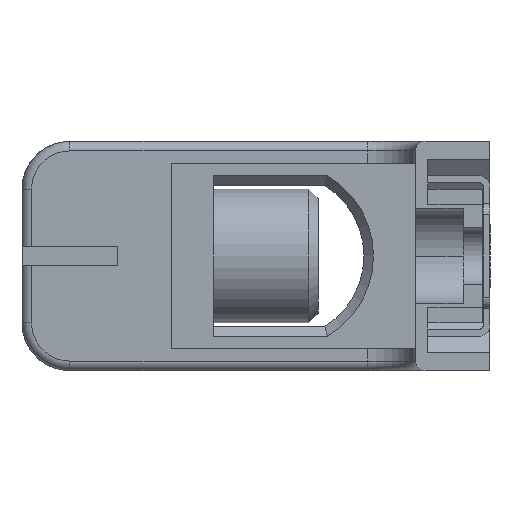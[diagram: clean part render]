
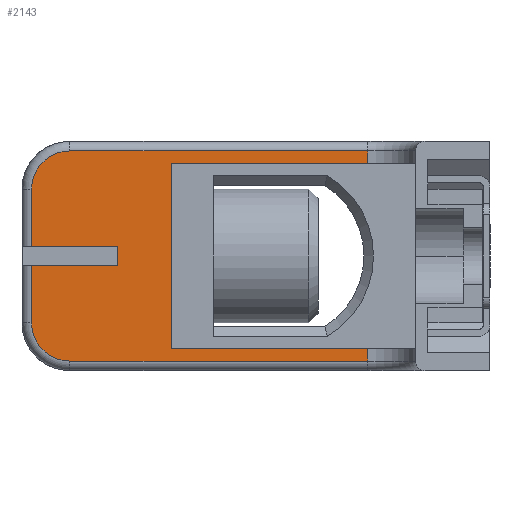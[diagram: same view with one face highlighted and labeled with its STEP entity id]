
A CAD part, left-side view. The second image highlights one B-rep face of the part: STEP entity #2143.
In plain terms, the highlighted planar face has unit normal (-1, 0, 0).
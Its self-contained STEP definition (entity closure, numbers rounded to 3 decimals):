
#64 = VERTEX_POINT ( 'NONE', #3672 ) ;
#414 = CARTESIAN_POINT ( 'NONE',  ( -30.1, -36.2, 12. ) ) ;
#448 = CARTESIAN_POINT ( 'NONE',  ( -30.1, -36.2, 12. ) ) ;
#457 = DIRECTION ( 'NONE',  ( 0., 0., -1. ) ) ;
#491 = DIRECTION ( 'NONE',  ( 0., 0., -1. ) ) ;
#532 = EDGE_CURVE ( 'NONE', #4319, #4427, #4922, .T. ) ;
#567 = EDGE_CURVE ( 'NONE', #6667, #2911, #6361, .T. ) ;
#646 = VECTOR ( 'NONE', #4090, 1000. ) ;
#686 = LINE ( 'NONE', #2769, #2293 ) ;
#830 = VERTEX_POINT ( 'NONE', #4543 ) ;
#876 = CARTESIAN_POINT ( 'NONE',  ( -30.1, -36.2, 11. ) ) ;
#1033 = EDGE_CURVE ( 'NONE', #830, #64, #3969, .T. ) ;
#1042 = EDGE_CURVE ( 'NONE', #5689, #5928, #1377, .T. ) ;
#1278 = VECTOR ( 'NONE', #2873, 1000. ) ;
#1319 = LINE ( 'NONE', #4926, #3338 ) ;
#1320 = CARTESIAN_POINT ( 'NONE',  ( -30.1, -5., 11. ) ) ;
#1354 = DIRECTION ( 'NONE',  ( 0., 1., 0. ) ) ;
#1358 = VERTEX_POINT ( 'NONE', #4831 ) ;
#1368 = DIRECTION ( 'NONE',  ( 0., 0., 1. ) ) ;
#1377 = LINE ( 'NONE', #414, #646 ) ;
#1378 = CARTESIAN_POINT ( 'NONE',  ( -30.1, -5., 7. ) ) ;
#1510 = ORIENTED_EDGE ( 'NONE', *, *, #2884, .T. ) ;
#1601 = LINE ( 'NONE', #5011, #6585 ) ;
#1633 = DIRECTION ( 'NONE',  ( 0., 1., 0. ) ) ;
#1640 = DIRECTION ( 'NONE',  ( 0., -1., 0. ) ) ;
#1716 = CARTESIAN_POINT ( 'NONE',  ( -30.1, -36.2, -11. ) ) ;
#1801 = DIRECTION ( 'NONE',  ( 0., -1., 0. ) ) ;
#1803 = PLANE ( 'NONE',  #2246 ) ;
#1845 = LINE ( 'NONE', #2330, #1278 ) ;
#1852 = CARTESIAN_POINT ( 'NONE',  ( -30.1, -1., -1. ) ) ;
#1867 = VECTOR ( 'NONE', #5578, 1000. ) ;
#1926 = CARTESIAN_POINT ( 'NONE',  ( -30.1, -10., -1. ) ) ;
#1951 = ORIENTED_EDGE ( 'NONE', *, *, #2222, .T. ) ;
#1959 = VERTEX_POINT ( 'NONE', #1852 ) ;
#2006 = ORIENTED_EDGE ( 'NONE', *, *, #2152, .T. ) ;
#2071 = VECTOR ( 'NONE', #1633, 1000. ) ;
#2143 = ADVANCED_FACE ( 'NONE', ( #3545 ), #1803, .F. ) ;
#2152 = EDGE_CURVE ( 'NONE', #1959, #1358, #1845, .T. ) ;
#2222 = EDGE_CURVE ( 'NONE', #5109, #2911, #5698, .T. ) ;
#2246 = AXIS2_PLACEMENT_3D ( 'NONE', #5405, #3834, #2851 ) ;
#2293 = VECTOR ( 'NONE', #1801, 1000. ) ;
#2330 = CARTESIAN_POINT ( 'NONE',  ( -30.1, -1., 12. ) ) ;
#2435 = CARTESIAN_POINT ( 'NONE',  ( -30.1, -5., -7. ) ) ;
#2513 = ORIENTED_EDGE ( 'NONE', *, *, #3341, .T. ) ;
#2631 = VERTEX_POINT ( 'NONE', #2822 ) ;
#2715 = CIRCLE ( 'NONE', #4055, 4. ) ;
#2724 = VERTEX_POINT ( 'NONE', #1320 ) ;
#2764 = EDGE_CURVE ( 'NONE', #5220, #5109, #1601, .T. ) ;
#2769 = CARTESIAN_POINT ( 'NONE',  ( -30.1, 0., 1. ) ) ;
#2822 = CARTESIAN_POINT ( 'NONE',  ( -30.1, -5., -11. ) ) ;
#2851 = DIRECTION ( 'NONE',  ( 0., 1., 0. ) ) ;
#2873 = DIRECTION ( 'NONE',  ( 0., 0., -1. ) ) ;
#2884 = EDGE_CURVE ( 'NONE', #4427, #1959, #5146, .T. ) ;
#2911 = VERTEX_POINT ( 'NONE', #5600 ) ;
#2964 = DIRECTION ( 'NONE',  ( 0., 1., 0. ) ) ;
#3029 = EDGE_CURVE ( 'NONE', #5689, #5220, #4972, .T. ) ;
#3050 = ORIENTED_EDGE ( 'NONE', *, *, #532, .T. ) ;
#3157 = VECTOR ( 'NONE', #491, 1000. ) ;
#3160 = ORIENTED_EDGE ( 'NONE', *, *, #567, .F. ) ;
#3338 = VECTOR ( 'NONE', #1354, 1000. ) ;
#3341 = EDGE_CURVE ( 'NONE', #2724, #830, #2715, .T. ) ;
#3399 = CARTESIAN_POINT ( 'NONE',  ( -30.1, 0., 9.7 ) ) ;
#3510 = CARTESIAN_POINT ( 'NONE',  ( -30.1, 0., -1. ) ) ;
#3545 = FACE_OUTER_BOUND ( 'NONE', #4706, .T. ) ;
#3672 = CARTESIAN_POINT ( 'NONE',  ( -30.1, -1., 1. ) ) ;
#3722 = VECTOR ( 'NONE', #457, 1000. ) ;
#3776 = ORIENTED_EDGE ( 'NONE', *, *, #1042, .F. ) ;
#3777 = VECTOR ( 'NONE', #2964, 1000. ) ;
#3807 = EDGE_CURVE ( 'NONE', #64, #4319, #686, .T. ) ;
#3834 = DIRECTION ( 'NONE',  ( 1., 0., 0. ) ) ;
#3920 = CARTESIAN_POINT ( 'NONE',  ( -30.1, -10., 1. ) ) ;
#3969 = LINE ( 'NONE', #6624, #3722 ) ;
#4055 = AXIS2_PLACEMENT_3D ( 'NONE', #1378, #4491, #6108 ) ;
#4090 = DIRECTION ( 'NONE',  ( 0., 0., -1. ) ) ;
#4315 = CIRCLE ( 'NONE', #6370, 4. ) ;
#4319 = VERTEX_POINT ( 'NONE', #3920 ) ;
#4427 = VERTEX_POINT ( 'NONE', #1926 ) ;
#4491 = DIRECTION ( 'NONE',  ( -1., 0., 0. ) ) ;
#4530 = ORIENTED_EDGE ( 'NONE', *, *, #2764, .T. ) ;
#4543 = CARTESIAN_POINT ( 'NONE',  ( -30.1, -1., 7. ) ) ;
#4583 = ORIENTED_EDGE ( 'NONE', *, *, #3807, .T. ) ;
#4703 = VECTOR ( 'NONE', #1640, 1000. ) ;
#4706 = EDGE_LOOP ( 'NONE', ( #6377, #5178, #3776, #5922, #4530, #1951, #3160, #6230, #2513, #6665, #4583, #3050, #1510, #2006 ) ) ;
#4775 = LINE ( 'NONE', #6277, #4703 ) ;
#4831 = CARTESIAN_POINT ( 'NONE',  ( -30.1, -1., -7. ) ) ;
#4922 = LINE ( 'NONE', #6596, #3157 ) ;
#4926 = CARTESIAN_POINT ( 'NONE',  ( -30.1, 0., 11. ) ) ;
#4969 = EDGE_CURVE ( 'NONE', #6667, #2724, #1319, .T. ) ;
#4972 = LINE ( 'NONE', #5644, #2071 ) ;
#5011 = CARTESIAN_POINT ( 'NONE',  ( -30.1, -15.7, 12. ) ) ;
#5060 = EDGE_CURVE ( 'NONE', #1358, #2631, #4315, .T. ) ;
#5078 = VECTOR ( 'NONE', #5989, 1000. ) ;
#5109 = VERTEX_POINT ( 'NONE', #5715 ) ;
#5146 = LINE ( 'NONE', #3510, #3777 ) ;
#5178 = ORIENTED_EDGE ( 'NONE', *, *, #5285, .T. ) ;
#5220 = VERTEX_POINT ( 'NONE', #5309 ) ;
#5285 = EDGE_CURVE ( 'NONE', #2631, #5928, #4775, .T. ) ;
#5309 = CARTESIAN_POINT ( 'NONE',  ( -30.1, -15.7, -9.7 ) ) ;
#5405 = CARTESIAN_POINT ( 'NONE',  ( -30.1, 0., 12. ) ) ;
#5478 = DIRECTION ( 'NONE',  ( 0., 1., 0. ) ) ;
#5578 = DIRECTION ( 'NONE',  ( 0., 0., -1. ) ) ;
#5600 = CARTESIAN_POINT ( 'NONE',  ( -30.1, -36.2, 9.7 ) ) ;
#5644 = CARTESIAN_POINT ( 'NONE',  ( -30.1, 0., -9.7 ) ) ;
#5689 = VERTEX_POINT ( 'NONE', #6666 ) ;
#5698 = LINE ( 'NONE', #3399, #5078 ) ;
#5715 = CARTESIAN_POINT ( 'NONE',  ( -30.1, -15.7, 9.7 ) ) ;
#5922 = ORIENTED_EDGE ( 'NONE', *, *, #3029, .T. ) ;
#5928 = VERTEX_POINT ( 'NONE', #1716 ) ;
#5989 = DIRECTION ( 'NONE',  ( 0., -1., 0. ) ) ;
#6019 = DIRECTION ( 'NONE',  ( -1., 0., 0. ) ) ;
#6108 = DIRECTION ( 'NONE',  ( 0., 1., 0. ) ) ;
#6230 = ORIENTED_EDGE ( 'NONE', *, *, #4969, .T. ) ;
#6277 = CARTESIAN_POINT ( 'NONE',  ( -30.1, -36.2, -11. ) ) ;
#6361 = LINE ( 'NONE', #448, #1867 ) ;
#6370 = AXIS2_PLACEMENT_3D ( 'NONE', #2435, #6019, #5478 ) ;
#6377 = ORIENTED_EDGE ( 'NONE', *, *, #5060, .T. ) ;
#6585 = VECTOR ( 'NONE', #1368, 1000. ) ;
#6596 = CARTESIAN_POINT ( 'NONE',  ( -30.1, -10., 12. ) ) ;
#6624 = CARTESIAN_POINT ( 'NONE',  ( -30.1, -1., 12. ) ) ;
#6665 = ORIENTED_EDGE ( 'NONE', *, *, #1033, .T. ) ;
#6666 = CARTESIAN_POINT ( 'NONE',  ( -30.1, -36.2, -9.7 ) ) ;
#6667 = VERTEX_POINT ( 'NONE', #876 ) ;
